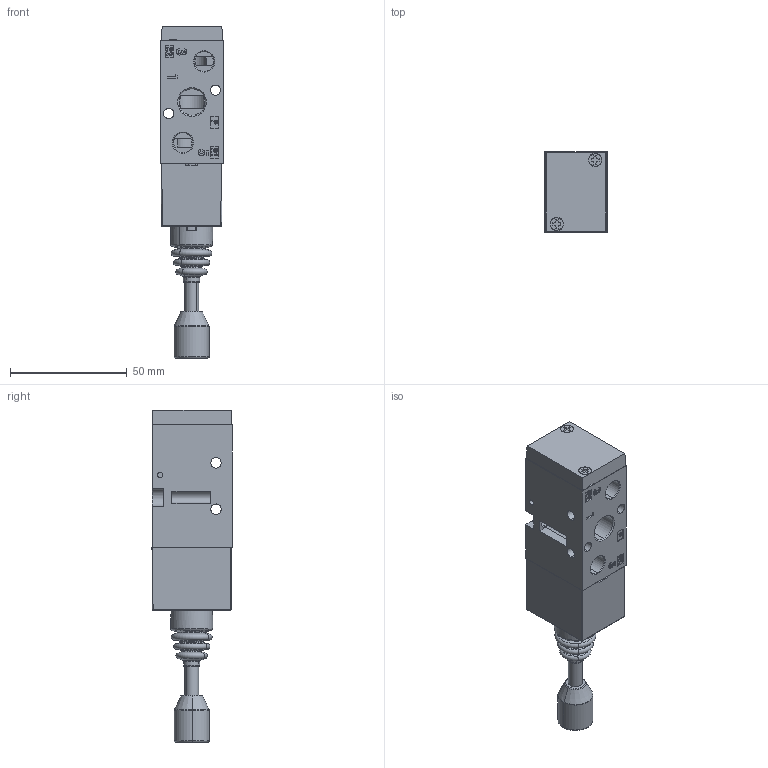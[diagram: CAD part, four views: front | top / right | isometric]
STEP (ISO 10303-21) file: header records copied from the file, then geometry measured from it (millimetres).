
FILE_DESCRIPTION (( 'STEP AP203' ), '1' );
FILE_NAME ('TMV410.STEP', '2013-01-31T11:22:38', ( '' ), ( '' ), 'SwSTEP 2.0', 'SolidWorks 2008', '' );
FILE_SCHEMA (( 'CONFIG_CONTROL_DESIGN' ));
Length unit declared in the file: millimetre
Products named in the file (10): TMV410; Body_ル遽; BodyCover_ル遽; 濠夥塭_晦獄; TMV460 SEMI PILOT_晦獄; TMV460 SEMI PILOT PISTON_晦獄; BELLOWS_晦獄; PISTON LEVER HANDLE_晦獄; 嬪縑; BodyCoverBolt(M3xL12)_ル遽
Assembly tree (12 placements, depth 3):
  TMV410
    Body_ル遽
    BodyCoverBolt(M3xL12)_ル遽  x2
    BodyCover_ル遽
    濠夥塭_晦獄
      TMV460 SEMI PILOT_晦獄
      嬪縑
      BodyCoverBolt(M3xL12)_ル遽  x2
      TMV460 SEMI PILOT PISTON_晦獄
      BELLOWS_晦獄
      PISTON LEVER HANDLE_晦獄
Bounding box: 26.7 x 34.25 x 142.08 mm (x, y, z)
Volume: 55626.5 mm3; surface area: 39279.1 mm2
Topology: 11 solids, 11 shells, 1200 faces, 2974 edges, 1858 vertices
Faces by surface type: plane 462, cylinder 319, cone 286, bspline 70, torus 59, sphere 4
Entity records: 34504 total; most frequent: CARTESIAN_POINT 9730, ORIENTED_EDGE 4952, DIRECTION 4940, EDGE_CURVE 2476, AXIS2_PLACEMENT_3D 1780, VERTEX_POINT 1582, LINE 1380, VECTOR 1380
